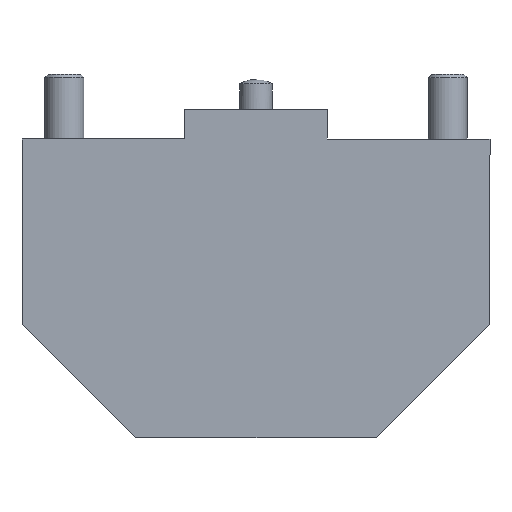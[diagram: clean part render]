
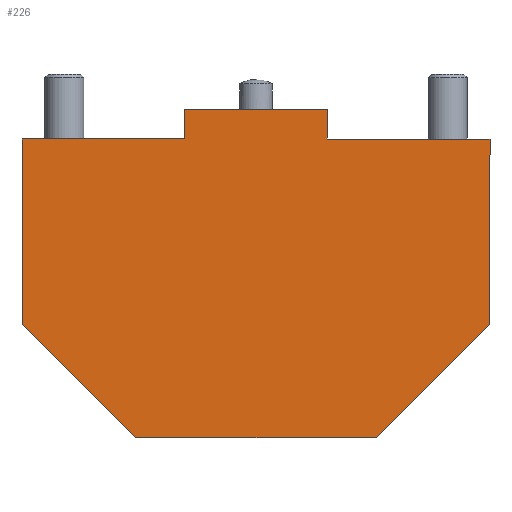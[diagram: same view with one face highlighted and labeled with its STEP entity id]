
A CAD part, left-side view. The second image highlights one B-rep face of the part: STEP entity #226.
In plain terms, the highlighted planar face has unit normal (-1, 0, 0).
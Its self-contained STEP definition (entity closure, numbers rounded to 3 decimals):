
#64=LINE('',#1249,#110);
#65=LINE('',#1252,#111);
#66=LINE('',#1254,#112);
#67=LINE('',#1256,#113);
#68=LINE('',#1258,#114);
#69=LINE('',#1260,#115);
#70=LINE('',#1262,#116);
#71=LINE('',#1264,#117);
#72=LINE('',#1266,#118);
#73=LINE('',#1268,#119);
#110=VECTOR('',#987,1.);
#111=VECTOR('',#988,1.);
#112=VECTOR('',#989,1.);
#113=VECTOR('',#990,1.);
#114=VECTOR('',#991,1.);
#115=VECTOR('',#992,1.);
#116=VECTOR('',#993,1.);
#117=VECTOR('',#994,1.);
#118=VECTOR('',#995,1.);
#119=VECTOR('',#996,1.);
#152=PLANE('',#813);
#184=FACE_OUTER_BOUND('',#338,.T.);
#226=ADVANCED_FACE('',(#184),#152,.F.);
#338=EDGE_LOOP('',(#459,#460,#461,#462,#463,#464,#465,#466,#467,#468));
#459=ORIENTED_EDGE('',*,*,#646,.F.);
#460=ORIENTED_EDGE('',*,*,#647,.F.);
#461=ORIENTED_EDGE('',*,*,#648,.F.);
#462=ORIENTED_EDGE('',*,*,#649,.F.);
#463=ORIENTED_EDGE('',*,*,#650,.T.);
#464=ORIENTED_EDGE('',*,*,#651,.T.);
#465=ORIENTED_EDGE('',*,*,#652,.F.);
#466=ORIENTED_EDGE('',*,*,#653,.T.);
#467=ORIENTED_EDGE('',*,*,#654,.T.);
#468=ORIENTED_EDGE('',*,*,#655,.F.);
#570=VERTEX_POINT('',#1250);
#571=VERTEX_POINT('',#1251);
#572=VERTEX_POINT('',#1253);
#573=VERTEX_POINT('',#1255);
#574=VERTEX_POINT('',#1257);
#575=VERTEX_POINT('',#1259);
#576=VERTEX_POINT('',#1261);
#577=VERTEX_POINT('',#1263);
#578=VERTEX_POINT('',#1265);
#579=VERTEX_POINT('',#1267);
#646=EDGE_CURVE('',#570,#571,#64,.T.);
#647=EDGE_CURVE('',#572,#570,#65,.T.);
#648=EDGE_CURVE('',#573,#572,#66,.T.);
#649=EDGE_CURVE('',#574,#573,#67,.T.);
#650=EDGE_CURVE('',#574,#575,#68,.T.);
#651=EDGE_CURVE('',#575,#576,#69,.T.);
#652=EDGE_CURVE('',#577,#576,#70,.T.);
#653=EDGE_CURVE('',#577,#578,#71,.T.);
#654=EDGE_CURVE('',#578,#579,#72,.T.);
#655=EDGE_CURVE('',#571,#579,#73,.T.);
#813=AXIS2_PLACEMENT_3D('',#1269,#997,#998);
#987=DIRECTION('',(0.,0.707,0.707));
#988=DIRECTION('',(0.,1.,0.));
#989=DIRECTION('',(0.,0.707,-0.707));
#990=DIRECTION('',(0.,0.,-1.));
#991=DIRECTION('',(0.,1.,0.));
#992=DIRECTION('',(0.,0.,1.));
#993=DIRECTION('',(0.,-1.,0.));
#994=DIRECTION('',(0.,0.,-1.));
#995=DIRECTION('',(0.,1.,0.));
#996=DIRECTION('',(0.,0.,1.));
#997=DIRECTION('',(1.,0.,0.));
#998=DIRECTION('',(0.,0.,1.));
#1249=CARTESIAN_POINT('',(-108.,37.,-92.));
#1250=CARTESIAN_POINT('',(-108.,37.,-92.));
#1251=CARTESIAN_POINT('',(-108.,72.,-57.));
#1252=CARTESIAN_POINT('',(-108.,-37.,-92.));
#1253=CARTESIAN_POINT('',(-108.,-37.,-92.));
#1254=CARTESIAN_POINT('',(-108.,-72.,-57.));
#1255=CARTESIAN_POINT('',(-108.,-72.,-57.));
#1256=CARTESIAN_POINT('',(-108.,-72.,0.));
#1257=CARTESIAN_POINT('',(-108.,-72.,0.));
#1258=CARTESIAN_POINT('',(-108.,-72.,0.));
#1259=CARTESIAN_POINT('',(-108.,-22.,0.));
#1260=CARTESIAN_POINT('',(-108.,-22.,0.));
#1261=CARTESIAN_POINT('',(-108.,-22.,9.));
#1262=CARTESIAN_POINT('',(-108.,22.,9.));
#1263=CARTESIAN_POINT('',(-108.,22.,9.));
#1264=CARTESIAN_POINT('',(-108.,22.,9.));
#1265=CARTESIAN_POINT('',(-108.,22.,0.));
#1266=CARTESIAN_POINT('',(-108.,22.,0.));
#1267=CARTESIAN_POINT('',(-108.,72.,0.));
#1268=CARTESIAN_POINT('',(-108.,72.,-57.));
#1269=CARTESIAN_POINT('',(-108.,0.,-41.5));
